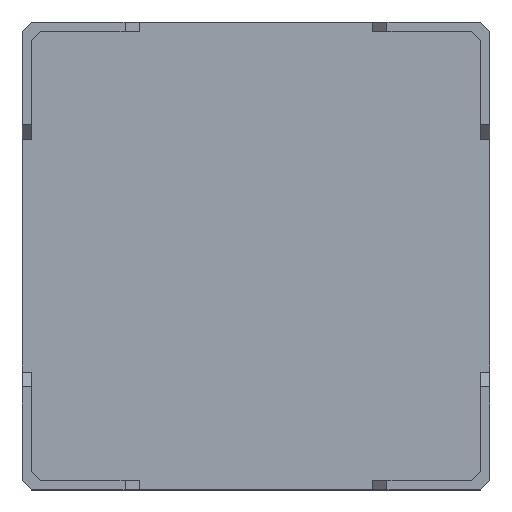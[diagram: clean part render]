
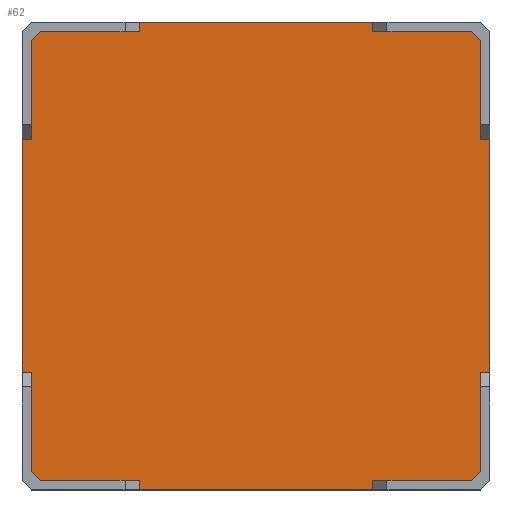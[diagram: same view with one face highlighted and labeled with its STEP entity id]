
A CAD part, top view. The second image highlights one B-rep face of the part: STEP entity #62.
In plain terms, the highlighted planar face has unit normal (0, 0, 1).
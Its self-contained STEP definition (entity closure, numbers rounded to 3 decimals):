
#62=ADVANCED_FACE('',(#224),#226,.T.);
#224=FACE_BOUND('',#225,.T.);
#225=EDGE_LOOP('',(#584,#585,#586,#587,#588,#589,#590,#591,#592,#593,#594,#595,#596,
#597,#598,#599,#600,#601,#602,#603,#604,#605,#606,#607));
#226=PLANE('',#227);
#227=AXIS2_PLACEMENT_3D('',#228,#229,#230);
#228=CARTESIAN_POINT('',(0.,0.,2.));
#229=DIRECTION('',(0.,0.,1.));
#230=DIRECTION('',(-1.,0.,0.));
#584=ORIENTED_EDGE('',*,*,#840,.F.);
#585=ORIENTED_EDGE('',*,*,#814,.F.);
#586=ORIENTED_EDGE('',*,*,#841,.F.);
#587=ORIENTED_EDGE('',*,*,#784,.T.);
#588=ORIENTED_EDGE('',*,*,#842,.F.);
#589=ORIENTED_EDGE('',*,*,#799,.F.);
#590=ORIENTED_EDGE('',*,*,#843,.F.);
#591=ORIENTED_EDGE('',*,*,#844,.F.);
#592=ORIENTED_EDGE('',*,*,#845,.F.);
#593=ORIENTED_EDGE('',*,*,#846,.T.);
#594=ORIENTED_EDGE('',*,*,#847,.F.);
#595=ORIENTED_EDGE('',*,*,#848,.F.);
#596=ORIENTED_EDGE('',*,*,#849,.F.);
#597=ORIENTED_EDGE('',*,*,#808,.F.);
#598=ORIENTED_EDGE('',*,*,#850,.F.);
#599=ORIENTED_EDGE('',*,*,#772,.T.);
#600=ORIENTED_EDGE('',*,*,#839,.F.);
#601=ORIENTED_EDGE('',*,*,#793,.F.);
#602=ORIENTED_EDGE('',*,*,#851,.F.);
#603=ORIENTED_EDGE('',*,*,#852,.F.);
#604=ORIENTED_EDGE('',*,*,#853,.F.);
#605=ORIENTED_EDGE('',*,*,#826,.T.);
#606=ORIENTED_EDGE('',*,*,#854,.F.);
#607=ORIENTED_EDGE('',*,*,#855,.F.);
#772=EDGE_CURVE('',#913,#911,#914,.T.);
#784=EDGE_CURVE('',#937,#935,#938,.T.);
#793=EDGE_CURVE('',#952,#955,#956,.T.);
#799=EDGE_CURVE('',#964,#967,#968,.T.);
#808=EDGE_CURVE('',#983,#976,#985,.T.);
#814=EDGE_CURVE('',#995,#988,#997,.T.);
#826=EDGE_CURVE('',#1018,#1016,#1019,.T.);
#839=EDGE_CURVE('',#955,#911,#1039,.T.);
#840=EDGE_CURVE('',#988,#1040,#1041,.F.);
#841=EDGE_CURVE('',#937,#995,#1042,.T.);
#842=EDGE_CURVE('',#967,#935,#1043,.T.);
#843=EDGE_CURVE('',#1044,#964,#1045,.F.);
#844=EDGE_CURVE('',#1046,#1044,#1047,.T.);
#845=EDGE_CURVE('',#1048,#1046,#1049,.T.);
#846=EDGE_CURVE('',#1048,#1050,#1051,.T.);
#847=EDGE_CURVE('',#1052,#1050,#1053,.T.);
#848=EDGE_CURVE('',#1054,#1052,#1055,.T.);
#849=EDGE_CURVE('',#976,#1054,#1056,.F.);
#850=EDGE_CURVE('',#913,#983,#1057,.T.);
#851=EDGE_CURVE('',#1058,#952,#1059,.F.);
#852=EDGE_CURVE('',#1060,#1058,#1061,.T.);
#853=EDGE_CURVE('',#1018,#1060,#1062,.T.);
#854=EDGE_CURVE('',#1063,#1016,#1064,.T.);
#855=EDGE_CURVE('',#1040,#1063,#1065,.T.);
#911=VERTEX_POINT('',#1149);
#913=VERTEX_POINT('',#1153);
#914=LINE('',#1154,#1155);
#935=VERTEX_POINT('',#1199);
#937=VERTEX_POINT('',#1203);
#938=LINE('',#1204,#1205);
#952=VERTEX_POINT('',#1236);
#955=VERTEX_POINT('',#1241);
#956=LINE('',#1242,#1243);
#964=VERTEX_POINT('',#1261);
#967=VERTEX_POINT('',#1266);
#968=LINE('',#1267,#1268);
#976=VERTEX_POINT('',#1286);
#983=VERTEX_POINT('',#1299);
#985=LINE('',#1303,#1304);
#988=VERTEX_POINT('',#1311);
#995=VERTEX_POINT('',#1324);
#997=LINE('',#1328,#1329);
#1016=VERTEX_POINT('',#1370);
#1018=VERTEX_POINT('',#1374);
#1019=LINE('',#1375,#1376);
#1039=LINE('',#1423,#1424);
#1040=VERTEX_POINT('',#1426);
#1041=LINE('',#1427,#1428);
#1042=LINE('',#1430,#1431);
#1043=LINE('',#1433,#1434);
#1044=VERTEX_POINT('',#1436);
#1045=LINE('',#1437,#1438);
#1046=VERTEX_POINT('',#1440);
#1047=LINE('',#1441,#1442);
#1048=VERTEX_POINT('',#1444);
#1049=LINE('',#1445,#1446);
#1050=VERTEX_POINT('',#1448);
#1051=LINE('',#1449,#1450);
#1052=VERTEX_POINT('',#1452);
#1053=LINE('',#1453,#1454);
#1054=VERTEX_POINT('',#1456);
#1055=LINE('',#1457,#1458);
#1056=LINE('',#1460,#1461);
#1057=LINE('',#1463,#1464);
#1058=VERTEX_POINT('',#1466);
#1059=LINE('',#1467,#1468);
#1060=VERTEX_POINT('',#1470);
#1061=LINE('',#1471,#1472);
#1062=LINE('',#1474,#1475);
#1063=VERTEX_POINT('',#1477);
#1064=LINE('',#1478,#1479);
#1065=LINE('',#1481,#1482);
#1149=CARTESIAN_POINT('',(50.,25.,2.));
#1153=CARTESIAN_POINT('',(50.,-25.,2.));
#1154=CARTESIAN_POINT('',(50.,-25.,2.));
#1155=VECTOR('',#1156,1.);
#1156=DIRECTION('',(0.,1.,0.));
#1199=CARTESIAN_POINT('',(-50.,-25.,2.));
#1203=CARTESIAN_POINT('',(-50.,25.,2.));
#1204=CARTESIAN_POINT('',(-50.,25.,2.));
#1205=VECTOR('',#1206,1.);
#1206=DIRECTION('',(0.,-1.,0.));
#1236=CARTESIAN_POINT('',(48.,46.,2.));
#1241=CARTESIAN_POINT('',(48.,25.,2.));
#1242=CARTESIAN_POINT('',(48.,46.,2.));
#1243=VECTOR('',#1244,1.);
#1244=DIRECTION('',(0.,-1.,0.));
#1261=CARTESIAN_POINT('',(-48.,-46.,2.));
#1266=CARTESIAN_POINT('',(-48.,-25.,2.));
#1267=CARTESIAN_POINT('',(-48.,-46.,2.));
#1268=VECTOR('',#1269,1.);
#1269=DIRECTION('',(0.,1.,0.));
#1286=CARTESIAN_POINT('',(48.,-46.,2.));
#1299=CARTESIAN_POINT('',(48.,-25.,2.));
#1303=CARTESIAN_POINT('',(48.,-25.,2.));
#1304=VECTOR('',#1305,1.);
#1305=DIRECTION('',(0.,-1.,0.));
#1311=CARTESIAN_POINT('',(-48.,46.,2.));
#1324=CARTESIAN_POINT('',(-48.,25.,2.));
#1328=CARTESIAN_POINT('',(-48.,25.,2.));
#1329=VECTOR('',#1330,1.);
#1330=DIRECTION('',(0.,1.,0.));
#1370=CARTESIAN_POINT('',(-25.,50.,2.));
#1374=CARTESIAN_POINT('',(25.,50.,2.));
#1375=CARTESIAN_POINT('',(25.,50.,2.));
#1376=VECTOR('',#1377,1.);
#1377=DIRECTION('',(-1.,0.,0.));
#1423=CARTESIAN_POINT('',(48.,25.,2.));
#1424=VECTOR('',#1425,1.);
#1425=DIRECTION('',(1.,0.,0.));
#1426=CARTESIAN_POINT('',(-46.,48.,2.));
#1427=CARTESIAN_POINT('',(-46.,48.,2.));
#1428=VECTOR('',#1429,1.);
#1429=DIRECTION('',(-0.707,-0.707,0.));
#1430=CARTESIAN_POINT('',(-50.,25.,2.));
#1431=VECTOR('',#1432,1.);
#1432=DIRECTION('',(1.,0.,0.));
#1433=CARTESIAN_POINT('',(-48.,-25.,2.));
#1434=VECTOR('',#1435,1.);
#1435=DIRECTION('',(-1.,0.,0.));
#1436=CARTESIAN_POINT('',(-46.,-48.,2.));
#1437=CARTESIAN_POINT('',(-48.,-46.,2.));
#1438=VECTOR('',#1439,1.);
#1439=DIRECTION('',(0.707,-0.707,0.));
#1440=CARTESIAN_POINT('',(-25.,-48.,2.));
#1441=CARTESIAN_POINT('',(-25.,-48.,2.));
#1442=VECTOR('',#1443,1.);
#1443=DIRECTION('',(-1.,0.,0.));
#1444=CARTESIAN_POINT('',(-25.,-50.,2.));
#1445=CARTESIAN_POINT('',(-25.,-50.,2.));
#1446=VECTOR('',#1447,1.);
#1447=DIRECTION('',(0.,1.,0.));
#1448=CARTESIAN_POINT('',(25.,-50.,2.));
#1449=CARTESIAN_POINT('',(-25.,-50.,2.));
#1450=VECTOR('',#1451,1.);
#1451=DIRECTION('',(1.,0.,0.));
#1452=CARTESIAN_POINT('',(25.,-48.,2.));
#1453=CARTESIAN_POINT('',(25.,-48.,2.));
#1454=VECTOR('',#1455,1.);
#1455=DIRECTION('',(0.,-1.,0.));
#1456=CARTESIAN_POINT('',(46.,-48.,2.));
#1457=CARTESIAN_POINT('',(46.,-48.,2.));
#1458=VECTOR('',#1459,1.);
#1459=DIRECTION('',(-1.,0.,0.));
#1460=CARTESIAN_POINT('',(46.,-48.,2.));
#1461=VECTOR('',#1462,1.);
#1462=DIRECTION('',(0.707,0.707,0.));
#1463=CARTESIAN_POINT('',(50.,-25.,2.));
#1464=VECTOR('',#1465,1.);
#1465=DIRECTION('',(-1.,0.,0.));
#1466=CARTESIAN_POINT('',(46.,48.,2.));
#1467=CARTESIAN_POINT('',(48.,46.,2.));
#1468=VECTOR('',#1469,1.);
#1469=DIRECTION('',(-0.707,0.707,0.));
#1470=CARTESIAN_POINT('',(25.,48.,2.));
#1471=CARTESIAN_POINT('',(25.,48.,2.));
#1472=VECTOR('',#1473,1.);
#1473=DIRECTION('',(1.,0.,0.));
#1474=CARTESIAN_POINT('',(25.,50.,2.));
#1475=VECTOR('',#1476,1.);
#1476=DIRECTION('',(0.,-1.,0.));
#1477=CARTESIAN_POINT('',(-25.,48.,2.));
#1478=CARTESIAN_POINT('',(-25.,48.,2.));
#1479=VECTOR('',#1480,1.);
#1480=DIRECTION('',(0.,1.,0.));
#1481=CARTESIAN_POINT('',(-46.,48.,2.));
#1482=VECTOR('',#1483,1.);
#1483=DIRECTION('',(1.,0.,0.));
